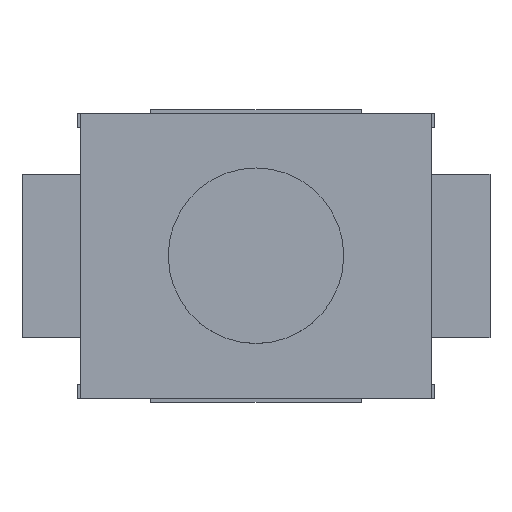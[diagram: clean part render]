
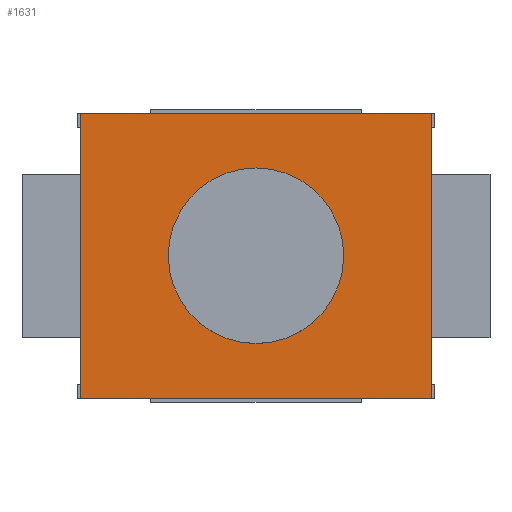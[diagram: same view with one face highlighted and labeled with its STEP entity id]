
A CAD part, top view. The second image highlights one B-rep face of the part: STEP entity #1631.
In plain terms, the highlighted face is planar.
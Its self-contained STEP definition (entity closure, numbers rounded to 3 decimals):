
#55 = PLANE('',#56);
#56 = AXIS2_PLACEMENT_3D('',#57,#58,#59);
#57 = CARTESIAN_POINT('',(1.5,1.2,-1.22));
#58 = DIRECTION('',(0.,0.,1.));
#59 = DIRECTION('',(1.,0.,0.));
#181 = VERTEX_POINT('',#182);
#182 = CARTESIAN_POINT('',(-1.5,1.2,-1.22));
#198 = PLANE('',#199);
#199 = AXIS2_PLACEMENT_3D('',#200,#201,#202);
#200 = CARTESIAN_POINT('',(-1.5,1.2,-1.22));
#201 = DIRECTION('',(1.,0.,0.));
#202 = DIRECTION('',(0.,0.,-1.));
#210 = EDGE_CURVE('',#211,#181,#213,.T.);
#211 = VERTEX_POINT('',#212);
#212 = CARTESIAN_POINT('',(1.5,1.2,-1.22));
#213 = SURFACE_CURVE('',#214,(#218,#225),.PCURVE_S1.);
#214 = LINE('',#215,#216);
#215 = CARTESIAN_POINT('',(1.5,1.2,-1.22));
#216 = VECTOR('',#217,1.);
#217 = DIRECTION('',(-1.,0.,0.));
#218 = PCURVE('',#55,#219);
#219 = DEFINITIONAL_REPRESENTATION('',(#220),#224);
#220 = LINE('',#221,#222);
#221 = CARTESIAN_POINT('',(0.,0.));
#222 = VECTOR('',#223,1.);
#223 = DIRECTION('',(-1.,0.));
#224 = ( GEOMETRIC_REPRESENTATION_CONTEXT(2) 
PARAMETRIC_REPRESENTATION_CONTEXT() REPRESENTATION_CONTEXT('2D SPACE',''
  ) );
#225 = PCURVE('',#226,#231);
#226 = PLANE('',#227);
#227 = AXIS2_PLACEMENT_3D('',#228,#229,#230);
#228 = CARTESIAN_POINT('',(-1.5,1.2,1.22));
#229 = DIRECTION('',(0.,1.,0.));
#230 = DIRECTION('',(0.,-0.,1.));
#231 = DEFINITIONAL_REPRESENTATION('',(#232),#236);
#232 = LINE('',#233,#234);
#233 = CARTESIAN_POINT('',(-2.44,3.));
#234 = VECTOR('',#235,1.);
#235 = DIRECTION('',(0.,-1.));
#236 = ( GEOMETRIC_REPRESENTATION_CONTEXT(2) 
PARAMETRIC_REPRESENTATION_CONTEXT() REPRESENTATION_CONTEXT('2D SPACE',''
  ) );
#254 = PLANE('',#255);
#255 = AXIS2_PLACEMENT_3D('',#256,#257,#258);
#256 = CARTESIAN_POINT('',(1.5,1.2,1.22));
#257 = DIRECTION('',(-1.,0.,0.));
#258 = DIRECTION('',(0.,0.,1.));
#1035 = PLANE('',#1036);
#1036 = AXIS2_PLACEMENT_3D('',#1037,#1038,#1039);
#1037 = CARTESIAN_POINT('',(-1.5,1.2,1.22));
#1038 = DIRECTION('',(0.,0.,-1.));
#1039 = DIRECTION('',(-1.,0.,0.));
#1631 = ADVANCED_FACE('',(#1632,#1702),#226,.T.);
#1632 = FACE_BOUND('',#1633,.T.);
#1633 = EDGE_LOOP('',(#1634,#1635,#1658,#1681));
#1634 = ORIENTED_EDGE('',*,*,#210,.T.);
#1635 = ORIENTED_EDGE('',*,*,#1636,.T.);
#1636 = EDGE_CURVE('',#181,#1637,#1639,.T.);
#1637 = VERTEX_POINT('',#1638);
#1638 = CARTESIAN_POINT('',(-1.5,1.2,1.22));
#1639 = SURFACE_CURVE('',#1640,(#1644,#1651),.PCURVE_S1.);
#1640 = LINE('',#1641,#1642);
#1641 = CARTESIAN_POINT('',(-1.5,1.2,-1.22));
#1642 = VECTOR('',#1643,1.);
#1643 = DIRECTION('',(0.,0.,1.));
#1644 = PCURVE('',#226,#1645);
#1645 = DEFINITIONAL_REPRESENTATION('',(#1646),#1650);
#1646 = LINE('',#1647,#1648);
#1647 = CARTESIAN_POINT('',(-2.44,0.));
#1648 = VECTOR('',#1649,1.);
#1649 = DIRECTION('',(1.,0.));
#1650 = ( GEOMETRIC_REPRESENTATION_CONTEXT(2) 
PARAMETRIC_REPRESENTATION_CONTEXT() REPRESENTATION_CONTEXT('2D SPACE',''
  ) );
#1651 = PCURVE('',#198,#1652);
#1652 = DEFINITIONAL_REPRESENTATION('',(#1653),#1657);
#1653 = LINE('',#1654,#1655);
#1654 = CARTESIAN_POINT('',(0.,0.));
#1655 = VECTOR('',#1656,1.);
#1656 = DIRECTION('',(-1.,0.));
#1657 = ( GEOMETRIC_REPRESENTATION_CONTEXT(2) 
PARAMETRIC_REPRESENTATION_CONTEXT() REPRESENTATION_CONTEXT('2D SPACE',''
  ) );
#1658 = ORIENTED_EDGE('',*,*,#1659,.T.);
#1659 = EDGE_CURVE('',#1637,#1660,#1662,.T.);
#1660 = VERTEX_POINT('',#1661);
#1661 = CARTESIAN_POINT('',(1.5,1.2,1.22));
#1662 = SURFACE_CURVE('',#1663,(#1667,#1674),.PCURVE_S1.);
#1663 = LINE('',#1664,#1665);
#1664 = CARTESIAN_POINT('',(-1.5,1.2,1.22));
#1665 = VECTOR('',#1666,1.);
#1666 = DIRECTION('',(1.,0.,0.));
#1667 = PCURVE('',#226,#1668);
#1668 = DEFINITIONAL_REPRESENTATION('',(#1669),#1673);
#1669 = LINE('',#1670,#1671);
#1670 = CARTESIAN_POINT('',(0.,0.));
#1671 = VECTOR('',#1672,1.);
#1672 = DIRECTION('',(0.,1.));
#1673 = ( GEOMETRIC_REPRESENTATION_CONTEXT(2) 
PARAMETRIC_REPRESENTATION_CONTEXT() REPRESENTATION_CONTEXT('2D SPACE',''
  ) );
#1674 = PCURVE('',#1035,#1675);
#1675 = DEFINITIONAL_REPRESENTATION('',(#1676),#1680);
#1676 = LINE('',#1677,#1678);
#1677 = CARTESIAN_POINT('',(0.,0.));
#1678 = VECTOR('',#1679,1.);
#1679 = DIRECTION('',(-1.,0.));
#1680 = ( GEOMETRIC_REPRESENTATION_CONTEXT(2) 
PARAMETRIC_REPRESENTATION_CONTEXT() REPRESENTATION_CONTEXT('2D SPACE',''
  ) );
#1681 = ORIENTED_EDGE('',*,*,#1682,.T.);
#1682 = EDGE_CURVE('',#1660,#211,#1683,.T.);
#1683 = SURFACE_CURVE('',#1684,(#1688,#1695),.PCURVE_S1.);
#1684 = LINE('',#1685,#1686);
#1685 = CARTESIAN_POINT('',(1.5,1.2,1.22));
#1686 = VECTOR('',#1687,1.);
#1687 = DIRECTION('',(0.,0.,-1.));
#1688 = PCURVE('',#226,#1689);
#1689 = DEFINITIONAL_REPRESENTATION('',(#1690),#1694);
#1690 = LINE('',#1691,#1692);
#1691 = CARTESIAN_POINT('',(0.,3.));
#1692 = VECTOR('',#1693,1.);
#1693 = DIRECTION('',(-1.,0.));
#1694 = ( GEOMETRIC_REPRESENTATION_CONTEXT(2) 
PARAMETRIC_REPRESENTATION_CONTEXT() REPRESENTATION_CONTEXT('2D SPACE',''
  ) );
#1695 = PCURVE('',#254,#1696);
#1696 = DEFINITIONAL_REPRESENTATION('',(#1697),#1701);
#1697 = LINE('',#1698,#1699);
#1698 = CARTESIAN_POINT('',(0.,0.));
#1699 = VECTOR('',#1700,1.);
#1700 = DIRECTION('',(-1.,0.));
#1701 = ( GEOMETRIC_REPRESENTATION_CONTEXT(2) 
PARAMETRIC_REPRESENTATION_CONTEXT() REPRESENTATION_CONTEXT('2D SPACE',''
  ) );
#1702 = FACE_BOUND('',#1703,.T.);
#1703 = EDGE_LOOP('',(#1704,#1757));
#1704 = ORIENTED_EDGE('',*,*,#1705,.F.);
#1705 = EDGE_CURVE('',#1706,#1708,#1710,.T.);
#1706 = VERTEX_POINT('',#1707);
#1707 = CARTESIAN_POINT('',(0.,1.2,-0.75));
#1708 = VERTEX_POINT('',#1709);
#1709 = CARTESIAN_POINT('',(0.,1.2,0.75));
#1710 = SURFACE_CURVE('',#1711,(#1716,#1723),.PCURVE_S1.);
#1711 = CIRCLE('',#1712,0.75);
#1712 = AXIS2_PLACEMENT_3D('',#1713,#1714,#1715);
#1713 = CARTESIAN_POINT('',(0.,1.2,0.));
#1714 = DIRECTION('',(0.,1.,0.));
#1715 = DIRECTION('',(0.,-0.,1.));
#1716 = PCURVE('',#226,#1717);
#1717 = DEFINITIONAL_REPRESENTATION('',(#1718),#1722);
#1718 = CIRCLE('',#1719,0.75);
#1719 = AXIS2_PLACEMENT_2D('',#1720,#1721);
#1720 = CARTESIAN_POINT('',(-1.22,1.5));
#1721 = DIRECTION('',(1.,0.));
#1722 = ( GEOMETRIC_REPRESENTATION_CONTEXT(2) 
PARAMETRIC_REPRESENTATION_CONTEXT() REPRESENTATION_CONTEXT('2D SPACE',''
  ) );
#1723 = PCURVE('',#1724,#1729);
#1724 = CYLINDRICAL_SURFACE('',#1725,0.75);
#1725 = AXIS2_PLACEMENT_3D('',#1726,#1727,#1728);
#1726 = CARTESIAN_POINT('',(0.,1.6,0.));
#1727 = DIRECTION('',(0.,-1.,0.));
#1728 = DIRECTION('',(0.,0.,-1.));
#1729 = DEFINITIONAL_REPRESENTATION('',(#1730),#1756);
#1730 = B_SPLINE_CURVE_WITH_KNOTS('',3,(#1731,#1732,#1733,#1734,#1735,
    #1736,#1737,#1738,#1739,#1740,#1741,#1742,#1743,#1744,#1745,#1746,
    #1747,#1748,#1749,#1750,#1751,#1752,#1753,#1754,#1755),
  .UNSPECIFIED.,.F.,.F.,(4,1,1,1,1,1,1,1,1,1,1,1,1,1,1,1,1,1,1,1,1,1,4),
  (3.142,3.284,3.427,3.57,
    3.713,3.856,3.998,4.141,
    4.284,4.427,4.57,4.712,
    4.855,4.998,5.141,5.284,
    5.426,5.569,5.712,5.855,
    5.998,6.14,6.283),.QUASI_UNIFORM_KNOTS.);
#1731 = CARTESIAN_POINT('',(6.283,0.4));
#1732 = CARTESIAN_POINT('',(6.236,0.4));
#1733 = CARTESIAN_POINT('',(6.14,0.4));
#1734 = CARTESIAN_POINT('',(5.998,0.4));
#1735 = CARTESIAN_POINT('',(5.855,0.4));
#1736 = CARTESIAN_POINT('',(5.712,0.4));
#1737 = CARTESIAN_POINT('',(5.569,0.4));
#1738 = CARTESIAN_POINT('',(5.426,0.4));
#1739 = CARTESIAN_POINT('',(5.284,0.4));
#1740 = CARTESIAN_POINT('',(5.141,0.4));
#1741 = CARTESIAN_POINT('',(4.998,0.4));
#1742 = CARTESIAN_POINT('',(4.855,0.4));
#1743 = CARTESIAN_POINT('',(4.712,0.4));
#1744 = CARTESIAN_POINT('',(4.57,0.4));
#1745 = CARTESIAN_POINT('',(4.427,0.4));
#1746 = CARTESIAN_POINT('',(4.284,0.4));
#1747 = CARTESIAN_POINT('',(4.141,0.4));
#1748 = CARTESIAN_POINT('',(3.998,0.4));
#1749 = CARTESIAN_POINT('',(3.856,0.4));
#1750 = CARTESIAN_POINT('',(3.713,0.4));
#1751 = CARTESIAN_POINT('',(3.57,0.4));
#1752 = CARTESIAN_POINT('',(3.427,0.4));
#1753 = CARTESIAN_POINT('',(3.284,0.4));
#1754 = CARTESIAN_POINT('',(3.189,0.4));
#1755 = CARTESIAN_POINT('',(3.142,0.4));
#1756 = ( GEOMETRIC_REPRESENTATION_CONTEXT(2) 
PARAMETRIC_REPRESENTATION_CONTEXT() REPRESENTATION_CONTEXT('2D SPACE',''
  ) );
#1757 = ORIENTED_EDGE('',*,*,#1758,.F.);
#1758 = EDGE_CURVE('',#1708,#1706,#1759,.T.);
#1759 = SURFACE_CURVE('',#1760,(#1765,#1772),.PCURVE_S1.);
#1760 = CIRCLE('',#1761,0.75);
#1761 = AXIS2_PLACEMENT_3D('',#1762,#1763,#1764);
#1762 = CARTESIAN_POINT('',(0.,1.2,0.));
#1763 = DIRECTION('',(0.,1.,0.));
#1764 = DIRECTION('',(0.,-0.,1.));
#1765 = PCURVE('',#226,#1766);
#1766 = DEFINITIONAL_REPRESENTATION('',(#1767),#1771);
#1767 = CIRCLE('',#1768,0.75);
#1768 = AXIS2_PLACEMENT_2D('',#1769,#1770);
#1769 = CARTESIAN_POINT('',(-1.22,1.5));
#1770 = DIRECTION('',(1.,0.));
#1771 = ( GEOMETRIC_REPRESENTATION_CONTEXT(2) 
PARAMETRIC_REPRESENTATION_CONTEXT() REPRESENTATION_CONTEXT('2D SPACE',''
  ) );
#1772 = PCURVE('',#1773,#1778);
#1773 = CYLINDRICAL_SURFACE('',#1774,0.75);
#1774 = AXIS2_PLACEMENT_3D('',#1775,#1776,#1777);
#1775 = CARTESIAN_POINT('',(0.,1.6,0.));
#1776 = DIRECTION('',(0.,-1.,0.));
#1777 = DIRECTION('',(0.,0.,-1.));
#1778 = DEFINITIONAL_REPRESENTATION('',(#1779),#1805);
#1779 = B_SPLINE_CURVE_WITH_KNOTS('',3,(#1780,#1781,#1782,#1783,#1784,
    #1785,#1786,#1787,#1788,#1789,#1790,#1791,#1792,#1793,#1794,#1795,
    #1796,#1797,#1798,#1799,#1800,#1801,#1802,#1803,#1804),
  .UNSPECIFIED.,.F.,.F.,(4,1,1,1,1,1,1,1,1,1,1,1,1,1,1,1,1,1,1,1,1,1,4),
  (0.,0.143,0.286,0.428,0.571,
    0.714,0.857,1.,1.142,
    1.285,1.428,1.571,1.714,
    1.856,1.999,2.142,2.285,
    2.428,2.57,2.713,2.856,
    2.999,3.142),.QUASI_UNIFORM_KNOTS.);
#1780 = CARTESIAN_POINT('',(3.142,0.4));
#1781 = CARTESIAN_POINT('',(3.094,0.4));
#1782 = CARTESIAN_POINT('',(2.999,0.4));
#1783 = CARTESIAN_POINT('',(2.856,0.4));
#1784 = CARTESIAN_POINT('',(2.713,0.4));
#1785 = CARTESIAN_POINT('',(2.57,0.4));
#1786 = CARTESIAN_POINT('',(2.428,0.4));
#1787 = CARTESIAN_POINT('',(2.285,0.4));
#1788 = CARTESIAN_POINT('',(2.142,0.4));
#1789 = CARTESIAN_POINT('',(1.999,0.4));
#1790 = CARTESIAN_POINT('',(1.856,0.4));
#1791 = CARTESIAN_POINT('',(1.714,0.4));
#1792 = CARTESIAN_POINT('',(1.571,0.4));
#1793 = CARTESIAN_POINT('',(1.428,0.4));
#1794 = CARTESIAN_POINT('',(1.285,0.4));
#1795 = CARTESIAN_POINT('',(1.142,0.4));
#1796 = CARTESIAN_POINT('',(1.,0.4));
#1797 = CARTESIAN_POINT('',(0.857,0.4));
#1798 = CARTESIAN_POINT('',(0.714,0.4));
#1799 = CARTESIAN_POINT('',(0.571,0.4));
#1800 = CARTESIAN_POINT('',(0.428,0.4));
#1801 = CARTESIAN_POINT('',(0.286,0.4));
#1802 = CARTESIAN_POINT('',(0.143,0.4));
#1803 = CARTESIAN_POINT('',(0.048,0.4));
#1804 = CARTESIAN_POINT('',(0.,0.4));
#1805 = ( GEOMETRIC_REPRESENTATION_CONTEXT(2) 
PARAMETRIC_REPRESENTATION_CONTEXT() REPRESENTATION_CONTEXT('2D SPACE',''
  ) );
